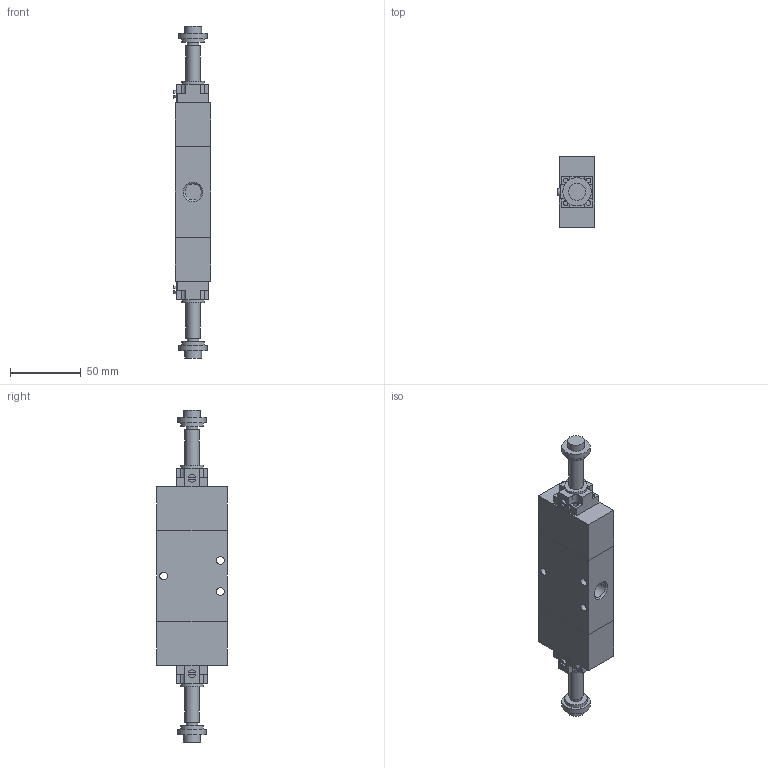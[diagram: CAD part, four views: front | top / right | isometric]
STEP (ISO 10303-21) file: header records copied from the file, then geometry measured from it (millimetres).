
FILE_DESCRIPTION((''),'2;1');
FILE_NAME('414-2_32_0_0_M2.stp','2006-11-25T09:11:53',('rivolro1'),(''),'Autodesk Inventor 11','Autodesk Inventor 11','');
FILE_SCHEMA(('AUTOMOTIVE_DESIGN { 1 0 10303 214 1 1 1 1 }'));
Length unit declared in the file: millimetre
Products named in the file (3): 414-2_32_0_0_M2; M2
Assembly tree (3 placements, depth 2):
  414-2_32_0_0_M2
    414-2_32_0_0_M2
    M2  x2
Bounding box: 26.5 x 50 x 234 mm (x, y, z)
Volume: 172185.5 mm3; surface area: 32808.4 mm2
Topology: 3 solids, 3 shells, 152 faces, 360 edges, 239 vertices
Faces by surface type: plane 89, cylinder 45, bspline 18
Full cylindrical faces by diameter (mm): 3 x2, 5.5 x3, 8 x2, 10 x2, 12 x2, 16 x4, 20 x2
Entity records: 2787 total; most frequent: CARTESIAN_POINT 606, DIRECTION 424, ORIENTED_EDGE 394, EDGE_CURVE 197, AXIS2_PLACEMENT_3D 145, EDGE_LOOP 144, VERTEX_POINT 143, VECTOR 134
